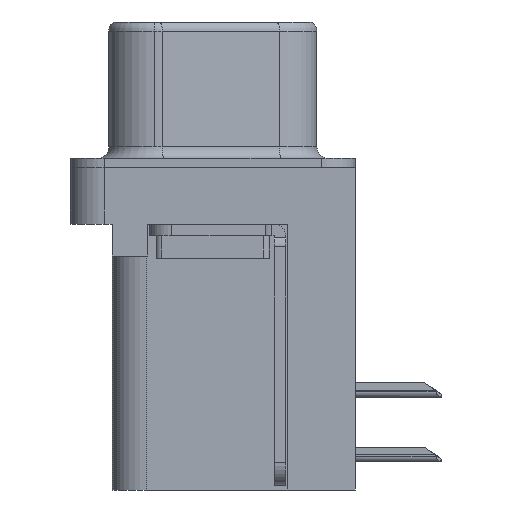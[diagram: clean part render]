
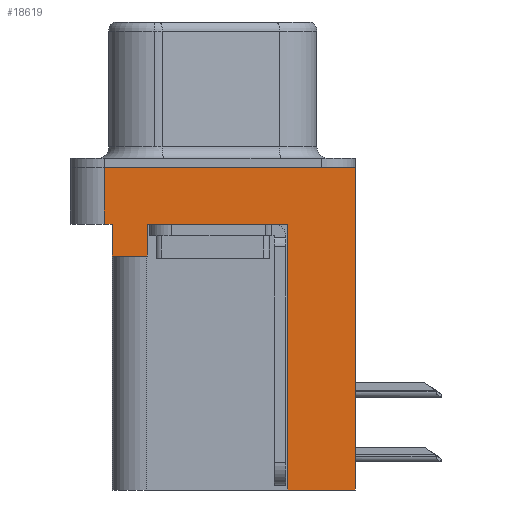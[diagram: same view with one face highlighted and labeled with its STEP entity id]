
A CAD part, left-side view. The second image highlights one B-rep face of the part: STEP entity #18619.
In plain terms, the highlighted planar face has unit normal (-1, 0, 0).
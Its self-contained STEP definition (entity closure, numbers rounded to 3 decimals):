
#638 = VECTOR ( 'NONE', #4768, 1000. ) ;
#906 = EDGE_CURVE ( 'NONE', #3288, #25098, #5806, .T. ) ;
#1158 = CARTESIAN_POINT ( 'NONE',  ( -2.91, 4.425, -3.9 ) ) ;
#2325 = DIRECTION ( 'NONE',  ( 0., 0., 1. ) ) ;
#2769 = AXIS2_PLACEMENT_3D ( 'NONE', #2775, #11088, #16969 ) ;
#2775 = CARTESIAN_POINT ( 'NONE',  ( -2.91, -6.275, -2.5 ) ) ;
#2829 = CARTESIAN_POINT ( 'NONE',  ( -2.91, -6.275, -2.5 ) ) ;
#2833 = LINE ( 'NONE', #12885, #21496 ) ;
#2908 = PLANE ( 'NONE',  #2769 ) ;
#3288 = VERTEX_POINT ( 'NONE', #9384 ) ;
#3674 = ORIENTED_EDGE ( 'NONE', *, *, #24671, .T. ) ;
#3831 = CARTESIAN_POINT ( 'NONE',  ( -2.91, 4.775, -2.5 ) ) ;
#4281 = VECTOR ( 'NONE', #2325, 1000. ) ;
#4290 = DIRECTION ( 'NONE',  ( 0., 0., 1. ) ) ;
#4468 = CARTESIAN_POINT ( 'NONE',  ( -2.91, -6.275, 0. ) ) ;
#4688 = CARTESIAN_POINT ( 'NONE',  ( -2.91, -3.295, -2.5 ) ) ;
#4768 = DIRECTION ( 'NONE',  ( 0., 1., 0. ) ) ;
#5806 = LINE ( 'NONE', #26025, #8251 ) ;
#6279 = CARTESIAN_POINT ( 'NONE',  ( -2.91, -6.275, -14.2 ) ) ;
#6602 = LINE ( 'NONE', #4468, #13924 ) ;
#6869 = DIRECTION ( 'NONE',  ( 0., -1., 0. ) ) ;
#7362 = LINE ( 'NONE', #15930, #19285 ) ;
#7955 = VERTEX_POINT ( 'NONE', #6279 ) ;
#8251 = VECTOR ( 'NONE', #11807, 1000. ) ;
#8674 = FACE_OUTER_BOUND ( 'NONE', #12228, .T. ) ;
#8746 = ORIENTED_EDGE ( 'NONE', *, *, #9278, .T. ) ;
#8913 = ORIENTED_EDGE ( 'NONE', *, *, #18123, .F. ) ;
#9278 = EDGE_CURVE ( 'NONE', #18735, #16328, #15147, .T. ) ;
#9307 = CARTESIAN_POINT ( 'NONE',  ( -2.91, 4.425, -3.9 ) ) ;
#9384 = CARTESIAN_POINT ( 'NONE',  ( -2.91, 2.895, -2.5 ) ) ;
#9722 = DIRECTION ( 'NONE',  ( 0., 0., 1. ) ) ;
#9990 = CARTESIAN_POINT ( 'NONE',  ( -2.91, 4.425, -2.5 ) ) ;
#10352 = ORIENTED_EDGE ( 'NONE', *, *, #21803, .T. ) ;
#10404 = ORIENTED_EDGE ( 'NONE', *, *, #24753, .F. ) ;
#10642 = CARTESIAN_POINT ( 'NONE',  ( -2.91, 4.775, -2.5 ) ) ;
#10715 = EDGE_CURVE ( 'NONE', #12217, #25098, #2833, .T. ) ;
#10877 = DIRECTION ( 'NONE',  ( 0., 0., 1. ) ) ;
#11088 = DIRECTION ( 'NONE',  ( -1., 0., 0. ) ) ;
#11253 = LINE ( 'NONE', #19018, #23978 ) ;
#11807 = DIRECTION ( 'NONE',  ( 0., -1., 0. ) ) ;
#12217 = VERTEX_POINT ( 'NONE', #14204 ) ;
#12228 = EDGE_LOOP ( 'NONE', ( #8913, #17973, #8746, #13809, #23552, #10352, #18827, #14222, #10404, #3674 ) ) ;
#12885 = CARTESIAN_POINT ( 'NONE',  ( -2.91, -3.295, -14.2 ) ) ;
#13784 = DIRECTION ( 'NONE',  ( 0., 0., 1. ) ) ;
#13809 = ORIENTED_EDGE ( 'NONE', *, *, #18683, .F. ) ;
#13924 = VECTOR ( 'NONE', #14640, 1000. ) ;
#14204 = CARTESIAN_POINT ( 'NONE',  ( -2.91, -3.295, -14.2 ) ) ;
#14222 = ORIENTED_EDGE ( 'NONE', *, *, #10715, .F. ) ;
#14457 = CARTESIAN_POINT ( 'NONE',  ( -2.91, 2.895, -3.9 ) ) ;
#14640 = DIRECTION ( 'NONE',  ( 0., -1., 0. ) ) ;
#14937 = LINE ( 'NONE', #23079, #638 ) ;
#15147 = LINE ( 'NONE', #2829, #24181 ) ;
#15164 = VERTEX_POINT ( 'NONE', #18946 ) ;
#15304 = VERTEX_POINT ( 'NONE', #9307 ) ;
#15930 = CARTESIAN_POINT ( 'NONE',  ( -2.91, -3.295, -14.2 ) ) ;
#16328 = VERTEX_POINT ( 'NONE', #9990 ) ;
#16517 = VECTOR ( 'NONE', #9722, 1000. ) ;
#16969 = DIRECTION ( 'NONE',  ( 0., 0., 1. ) ) ;
#17741 = EDGE_CURVE ( 'NONE', #24812, #15304, #14937, .T. ) ;
#17873 = VERTEX_POINT ( 'NONE', #19467 ) ;
#17937 = CARTESIAN_POINT ( 'NONE',  ( -2.91, 2.895, -3.9 ) ) ;
#17973 = ORIENTED_EDGE ( 'NONE', *, *, #24006, .F. ) ;
#18123 = EDGE_CURVE ( 'NONE', #17873, #15164, #6602, .T. ) ;
#18619 = ADVANCED_FACE ( 'NONE', ( #8674 ), #2908, .T. ) ;
#18683 = EDGE_CURVE ( 'NONE', #15304, #16328, #25794, .T. ) ;
#18735 = VERTEX_POINT ( 'NONE', #3831 ) ;
#18803 = LINE ( 'NONE', #10642, #4281 ) ;
#18827 = ORIENTED_EDGE ( 'NONE', *, *, #906, .T. ) ;
#18946 = CARTESIAN_POINT ( 'NONE',  ( -2.91, -6.275, 0. ) ) ;
#18986 = LINE ( 'NONE', #14457, #20832 ) ;
#19018 = CARTESIAN_POINT ( 'NONE',  ( -2.91, -6.275, -2.5 ) ) ;
#19285 = VECTOR ( 'NONE', #23953, 1000. ) ;
#19467 = CARTESIAN_POINT ( 'NONE',  ( -2.91, 4.775, 0. ) ) ;
#20832 = VECTOR ( 'NONE', #4290, 1000. ) ;
#21496 = VECTOR ( 'NONE', #10877, 1000. ) ;
#21803 = EDGE_CURVE ( 'NONE', #24812, #3288, #18986, .T. ) ;
#23079 = CARTESIAN_POINT ( 'NONE',  ( -2.91, 4.425, -3.9 ) ) ;
#23552 = ORIENTED_EDGE ( 'NONE', *, *, #17741, .F. ) ;
#23953 = DIRECTION ( 'NONE',  ( 0., 1., 0. ) ) ;
#23978 = VECTOR ( 'NONE', #13784, 1000. ) ;
#24006 = EDGE_CURVE ( 'NONE', #18735, #17873, #18803, .T. ) ;
#24181 = VECTOR ( 'NONE', #6869, 1000. ) ;
#24671 = EDGE_CURVE ( 'NONE', #7955, #15164, #11253, .T. ) ;
#24753 = EDGE_CURVE ( 'NONE', #7955, #12217, #7362, .T. ) ;
#24812 = VERTEX_POINT ( 'NONE', #17937 ) ;
#25098 = VERTEX_POINT ( 'NONE', #4688 ) ;
#25794 = LINE ( 'NONE', #1158, #16517 ) ;
#26025 = CARTESIAN_POINT ( 'NONE',  ( -2.91, -6.275, -2.5 ) ) ;
